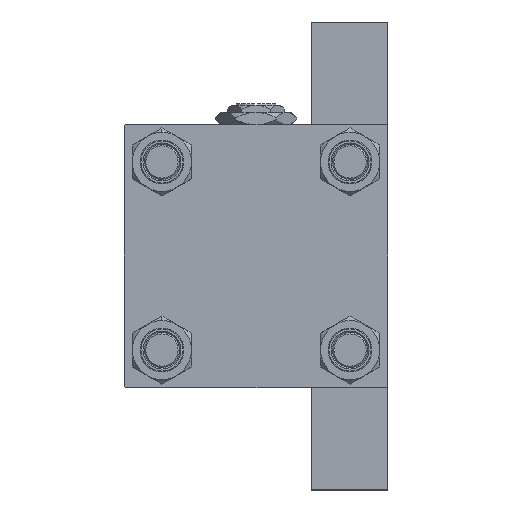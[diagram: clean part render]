
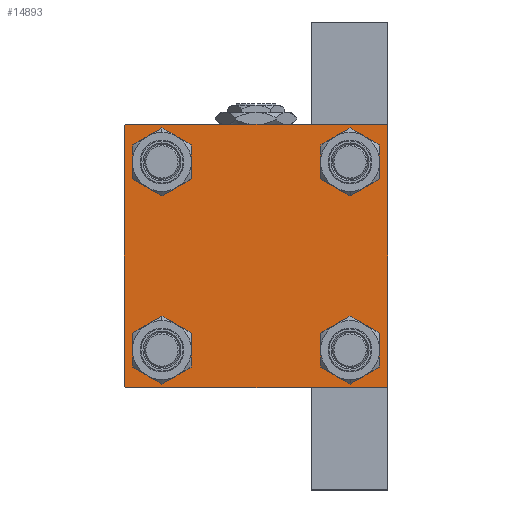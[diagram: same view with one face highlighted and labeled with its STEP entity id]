
A CAD part, left-side view. The second image highlights one B-rep face of the part: STEP entity #14893.
In plain terms, the highlighted planar face has unit normal (-1, 0, 0).
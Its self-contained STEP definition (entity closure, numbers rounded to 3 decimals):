
#82 = VECTOR ( 'NONE', #45787, 1000. ) ;
#160 = VECTOR ( 'NONE', #3183, 1000. ) ;
#218 = VECTOR ( 'NONE', #36496, 1000. ) ;
#292 = EDGE_CURVE ( 'NONE', #48470, #8628, #46443, .T. ) ;
#534 = ORIENTED_EDGE ( 'NONE', *, *, #48729, .T. ) ;
#1187 = LINE ( 'NONE', #8837, #36965 ) ;
#1577 = ORIENTED_EDGE ( 'NONE', *, *, #13669, .T. ) ;
#1767 = CARTESIAN_POINT ( 'NONE',  ( 0., -32.15, -32.15 ) ) ;
#2210 = LINE ( 'NONE', #49616, #82 ) ;
#2308 = AXIS2_PLACEMENT_3D ( 'NONE', #23672, #43030, #23928 ) ;
#2404 = DIRECTION ( 'NONE',  ( 0., 0., 1. ) ) ;
#2489 = AXIS2_PLACEMENT_3D ( 'NONE', #1767, #32877, #48412 ) ;
#2676 = CARTESIAN_POINT ( 'NONE',  ( 0., -45., 45. ) ) ;
#3183 = DIRECTION ( 'NONE',  ( 0., 0., -1. ) ) ;
#3201 = EDGE_CURVE ( 'NONE', #33441, #26654, #5828, .T. ) ;
#3688 = AXIS2_PLACEMENT_3D ( 'NONE', #10584, #8451, #26382 ) ;
#3841 = CARTESIAN_POINT ( 'NONE',  ( 0., -44.5, 45. ) ) ;
#4152 = CARTESIAN_POINT ( 'NONE',  ( 0., -32.15, 32.15 ) ) ;
#4200 = VERTEX_POINT ( 'NONE', #48984 ) ;
#4298 = ORIENTED_EDGE ( 'NONE', *, *, #13838, .T. ) ;
#4780 = CARTESIAN_POINT ( 'NONE',  ( 0., 32.15, -32.15 ) ) ;
#4903 = CARTESIAN_POINT ( 'NONE',  ( 0., 32.15, -25.65 ) ) ;
#4931 = EDGE_CURVE ( 'NONE', #26786, #4200, #35200, .T. ) ;
#5099 = CARTESIAN_POINT ( 'NONE',  ( 0., -44.75, -44.75 ) ) ;
#5349 = EDGE_LOOP ( 'NONE', ( #14765, #36335 ) ) ;
#5828 = CIRCLE ( 'NONE', #8279, 6.5 ) ;
#5949 = DIRECTION ( 'NONE',  ( 1., 0., 0. ) ) ;
#6162 = VERTEX_POINT ( 'NONE', #46609 ) ;
#6923 = EDGE_LOOP ( 'NONE', ( #30942, #10130, #37852, #26221, #50102, #534, #24306, #46739 ) ) ;
#8279 = AXIS2_PLACEMENT_3D ( 'NONE', #4780, #43274, #20605 ) ;
#8451 = DIRECTION ( 'NONE',  ( -1., 0., 0. ) ) ;
#8628 = VERTEX_POINT ( 'NONE', #12227 ) ;
#8837 = CARTESIAN_POINT ( 'NONE',  ( 0., 45., 45. ) ) ;
#9330 = FACE_BOUND ( 'NONE', #15975, .T. ) ;
#9590 = DIRECTION ( 'NONE',  ( 0., 0., -1. ) ) ;
#9733 = LINE ( 'NONE', #33435, #218 ) ;
#9818 = PLANE ( 'NONE',  #3688 ) ;
#9865 = ORIENTED_EDGE ( 'NONE', *, *, #16073, .T. ) ;
#10075 = FACE_BOUND ( 'NONE', #45577, .T. ) ;
#10130 = ORIENTED_EDGE ( 'NONE', *, *, #42546, .T. ) ;
#10303 = CIRCLE ( 'NONE', #33086, 6.5 ) ;
#10524 = CIRCLE ( 'NONE', #12154, 6.5 ) ;
#10584 = CARTESIAN_POINT ( 'NONE',  ( 0., 0., 0. ) ) ;
#10827 = DIRECTION ( 'NONE',  ( 1., 0., 0. ) ) ;
#11209 = ORIENTED_EDGE ( 'NONE', *, *, #22542, .T. ) ;
#11270 = DIRECTION ( 'NONE',  ( 0., 0.707, 0.707 ) ) ;
#12154 = AXIS2_PLACEMENT_3D ( 'NONE', #36699, #17342, #44833 ) ;
#12227 = CARTESIAN_POINT ( 'NONE',  ( 0., -32.15, -38.65 ) ) ;
#13318 = VERTEX_POINT ( 'NONE', #32623 ) ;
#13499 = DIRECTION ( 'NONE',  ( 0., 0.707, -0.707 ) ) ;
#13669 = EDGE_CURVE ( 'NONE', #38481, #32703, #21056, .T. ) ;
#13718 = CIRCLE ( 'NONE', #2308, 6.5 ) ;
#13740 = AXIS2_PLACEMENT_3D ( 'NONE', #4152, #31441, #27605 ) ;
#13838 = EDGE_CURVE ( 'NONE', #30543, #18761, #25129, .T. ) ;
#14765 = ORIENTED_EDGE ( 'NONE', *, *, #292, .T. ) ;
#14893 = ADVANCED_FACE ( 'NONE', ( #9330, #33022, #10075, #44723, #21791 ), #9818, .T. ) ;
#14919 = VECTOR ( 'NONE', #13499, 1000. ) ;
#14984 = EDGE_CURVE ( 'NONE', #32764, #20304, #43098, .T. ) ;
#15105 = CARTESIAN_POINT ( 'NONE',  ( 0., -44.75, 44.75 ) ) ;
#15975 = EDGE_LOOP ( 'NONE', ( #4298, #11209 ) ) ;
#16073 = EDGE_CURVE ( 'NONE', #26654, #33441, #10303, .T. ) ;
#17189 = CARTESIAN_POINT ( 'NONE',  ( 0., -32.15, -32.15 ) ) ;
#17342 = DIRECTION ( 'NONE',  ( 1., 0., 0. ) ) ;
#18761 = VERTEX_POINT ( 'NONE', #22945 ) ;
#19884 = CARTESIAN_POINT ( 'NONE',  ( 0., 44.5, 45. ) ) ;
#19926 = LINE ( 'NONE', #5099, #22225 ) ;
#20077 = CARTESIAN_POINT ( 'NONE',  ( 0., 32.15, 25.65 ) ) ;
#20304 = VERTEX_POINT ( 'NONE', #47880 ) ;
#20605 = DIRECTION ( 'NONE',  ( 0., 0., 1. ) ) ;
#21056 = CIRCLE ( 'NONE', #22697, 6.5 ) ;
#21791 = FACE_OUTER_BOUND ( 'NONE', #6923, .T. ) ;
#22225 = VECTOR ( 'NONE', #35473, 1000. ) ;
#22436 = VERTEX_POINT ( 'NONE', #3841 ) ;
#22542 = EDGE_CURVE ( 'NONE', #18761, #30543, #10524, .T. ) ;
#22697 = AXIS2_PLACEMENT_3D ( 'NONE', #45466, #10827, #2404 ) ;
#22945 = CARTESIAN_POINT ( 'NONE',  ( 0., -32.15, 25.65 ) ) ;
#23672 = CARTESIAN_POINT ( 'NONE',  ( 0., 32.15, 32.15 ) ) ;
#23760 = VECTOR ( 'NONE', #49055, 1000. ) ;
#23806 = EDGE_CURVE ( 'NONE', #32703, #38481, #13718, .T. ) ;
#23928 = DIRECTION ( 'NONE',  ( 0., 0., 1. ) ) ;
#24212 = ORIENTED_EDGE ( 'NONE', *, *, #23806, .T. ) ;
#24306 = ORIENTED_EDGE ( 'NONE', *, *, #32710, .F. ) ;
#25129 = CIRCLE ( 'NONE', #13740, 6.5 ) ;
#25505 = VECTOR ( 'NONE', #11270, 1000. ) ;
#25533 = CARTESIAN_POINT ( 'NONE',  ( 0., -45., 44.5 ) ) ;
#26221 = ORIENTED_EDGE ( 'NONE', *, *, #33678, .T. ) ;
#26382 = DIRECTION ( 'NONE',  ( 0., 0., 1. ) ) ;
#26622 = CARTESIAN_POINT ( 'NONE',  ( 0., 44.5, -45. ) ) ;
#26654 = VERTEX_POINT ( 'NONE', #36726 ) ;
#26786 = VERTEX_POINT ( 'NONE', #19884 ) ;
#27605 = DIRECTION ( 'NONE',  ( 0., 0., 1. ) ) ;
#28118 = CARTESIAN_POINT ( 'NONE',  ( 0., -32.15, -25.65 ) ) ;
#29036 = CARTESIAN_POINT ( 'NONE',  ( 0., 44.75, 44.75 ) ) ;
#29181 = LINE ( 'NONE', #44720, #23760 ) ;
#30543 = VERTEX_POINT ( 'NONE', #43151 ) ;
#30942 = ORIENTED_EDGE ( 'NONE', *, *, #35654, .T. ) ;
#31441 = DIRECTION ( 'NONE',  ( 1., 0., 0. ) ) ;
#31975 = CIRCLE ( 'NONE', #44174, 6.5 ) ;
#32225 = DIRECTION ( 'NONE',  ( 1., 0., 0. ) ) ;
#32623 = CARTESIAN_POINT ( 'NONE',  ( 0., -44.5, -45. ) ) ;
#32703 = VERTEX_POINT ( 'NONE', #44390 ) ;
#32710 = EDGE_CURVE ( 'NONE', #26786, #22436, #9733, .T. ) ;
#32764 = VERTEX_POINT ( 'NONE', #25533 ) ;
#32877 = DIRECTION ( 'NONE',  ( 1., 0., 0. ) ) ;
#33022 = FACE_BOUND ( 'NONE', #5349, .T. ) ;
#33086 = AXIS2_PLACEMENT_3D ( 'NONE', #40611, #32225, #41116 ) ;
#33435 = CARTESIAN_POINT ( 'NONE',  ( 0., 45., 45. ) ) ;
#33441 = VERTEX_POINT ( 'NONE', #4903 ) ;
#33678 = EDGE_CURVE ( 'NONE', #13318, #20304, #19926, .T. ) ;
#35194 = ORIENTED_EDGE ( 'NONE', *, *, #3201, .T. ) ;
#35200 = LINE ( 'NONE', #29036, #14919 ) ;
#35473 = DIRECTION ( 'NONE',  ( 0., -0.707, 0.707 ) ) ;
#35654 = EDGE_CURVE ( 'NONE', #4200, #6162, #1187, .T. ) ;
#36303 = DIRECTION ( 'NONE',  ( 0., 0., 1. ) ) ;
#36335 = ORIENTED_EDGE ( 'NONE', *, *, #36769, .T. ) ;
#36496 = DIRECTION ( 'NONE',  ( 0., -1., 0. ) ) ;
#36699 = CARTESIAN_POINT ( 'NONE',  ( 0., -32.15, 32.15 ) ) ;
#36726 = CARTESIAN_POINT ( 'NONE',  ( 0., 32.15, -38.65 ) ) ;
#36769 = EDGE_CURVE ( 'NONE', #8628, #48470, #31975, .T. ) ;
#36965 = VECTOR ( 'NONE', #9590, 1000. ) ;
#37852 = ORIENTED_EDGE ( 'NONE', *, *, #45219, .T. ) ;
#38295 = LINE ( 'NONE', #15105, #25505 ) ;
#38481 = VERTEX_POINT ( 'NONE', #20077 ) ;
#40260 = EDGE_LOOP ( 'NONE', ( #24212, #1577 ) ) ;
#40611 = CARTESIAN_POINT ( 'NONE',  ( 0., 32.15, -32.15 ) ) ;
#41116 = DIRECTION ( 'NONE',  ( 0., 0., 1. ) ) ;
#42546 = EDGE_CURVE ( 'NONE', #6162, #45263, #2210, .T. ) ;
#43030 = DIRECTION ( 'NONE',  ( 1., 0., 0. ) ) ;
#43098 = LINE ( 'NONE', #2676, #160 ) ;
#43151 = CARTESIAN_POINT ( 'NONE',  ( 0., -32.15, 38.65 ) ) ;
#43274 = DIRECTION ( 'NONE',  ( 1., 0., 0. ) ) ;
#44174 = AXIS2_PLACEMENT_3D ( 'NONE', #17189, #5949, #36303 ) ;
#44390 = CARTESIAN_POINT ( 'NONE',  ( 0., 32.15, 38.65 ) ) ;
#44720 = CARTESIAN_POINT ( 'NONE',  ( 0., 45., -45. ) ) ;
#44723 = FACE_BOUND ( 'NONE', #40260, .T. ) ;
#44833 = DIRECTION ( 'NONE',  ( 0., 0., 1. ) ) ;
#45219 = EDGE_CURVE ( 'NONE', #45263, #13318, #29181, .T. ) ;
#45263 = VERTEX_POINT ( 'NONE', #26622 ) ;
#45466 = CARTESIAN_POINT ( 'NONE',  ( 0., 32.15, 32.15 ) ) ;
#45577 = EDGE_LOOP ( 'NONE', ( #35194, #9865 ) ) ;
#45787 = DIRECTION ( 'NONE',  ( 0., -0.707, -0.707 ) ) ;
#46443 = CIRCLE ( 'NONE', #2489, 6.5 ) ;
#46609 = CARTESIAN_POINT ( 'NONE',  ( 0., 45., -44.5 ) ) ;
#46739 = ORIENTED_EDGE ( 'NONE', *, *, #4931, .T. ) ;
#47880 = CARTESIAN_POINT ( 'NONE',  ( 0., -45., -44.5 ) ) ;
#48412 = DIRECTION ( 'NONE',  ( 0., 0., 1. ) ) ;
#48470 = VERTEX_POINT ( 'NONE', #28118 ) ;
#48729 = EDGE_CURVE ( 'NONE', #32764, #22436, #38295, .T. ) ;
#48984 = CARTESIAN_POINT ( 'NONE',  ( 0., 45., 44.5 ) ) ;
#49055 = DIRECTION ( 'NONE',  ( 0., -1., 0. ) ) ;
#49616 = CARTESIAN_POINT ( 'NONE',  ( 0., 44.75, -44.75 ) ) ;
#50102 = ORIENTED_EDGE ( 'NONE', *, *, #14984, .F. ) ;
